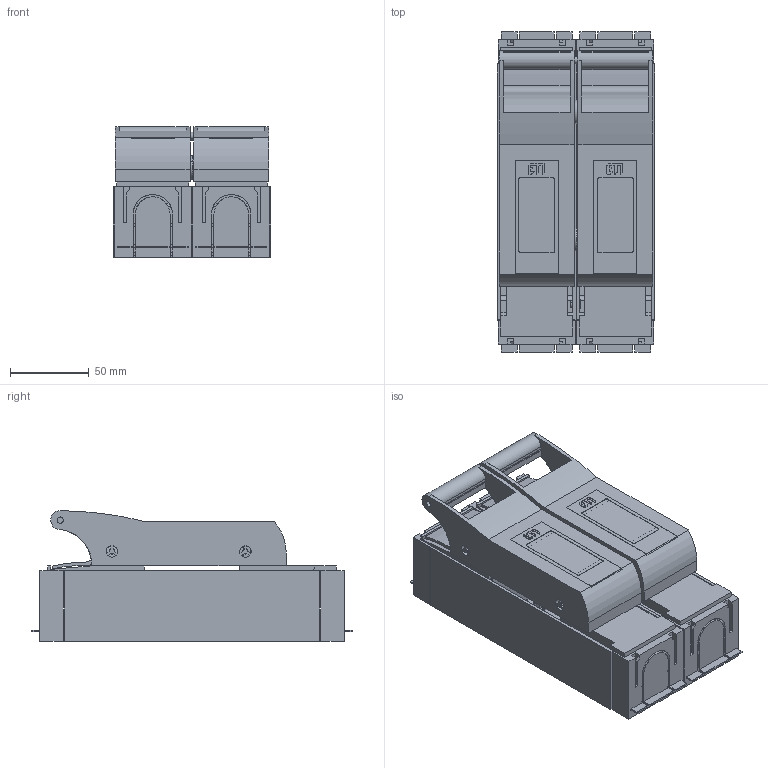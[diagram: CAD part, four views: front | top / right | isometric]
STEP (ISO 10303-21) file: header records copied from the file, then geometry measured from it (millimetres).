
FILE_DESCRIPTION((''),'2;1');
FILE_NAME('KVL-00-2P_F_ASM','2021-03-26T',('marketing.praksa'),('Audax d.o.o.'),'CREO PARAMETRIC BY PTC INC, 2017480','CREO PARAMETRIC BY PTC INC, 2017480','');
FILE_SCHEMA(('AUTOMOTIVE_DESIGN { 1 0 10303 214 1 1 1 1 }'));
Length unit declared in the file: millimetre
Products named in the file (23): 34174_L_TRENNERGEHAEUSE_GR00_1-; 31916_VERBINDUNGSCLIP; 67107_ROHRNIET_B4X03X6; 34175_L_ABDECKUNG_OBEN_GR00-1-P; 34176_L_ABDECKUNG_UNTEN_GR00_1-; 85915_ISOLIERH_X2_00FC_X0_LSE; 68366_ZYLINDERSTIFT_ISO_8734_-_; 85916_RASTNIET; 153126_L01_FEDERKONTAKT_GR00; 65716_SECHSKANTSCHRAUBE_MIT_RIN; PART; PART2; ETI_LOGO_1_1_1_1_1_1_1_2_3_4_17; ETI_LOGO_2_1_1_1_1_1_1_2_3_4_17; ETI_LOGO_3_1_1_1_1_1_1_2_3_4_17; ASM0084_ASM; PART_1; PART2_1; ETI_LOGO_1_1_1_1_1_1_1_2_3_4__2; ETI_LOGO_2_1_1_1_1_1_1_2_3_4__2; ETI_LOGO_3_1_1_1_1_1_1_2_3_4__2; COVER_ASM; KVL-00-2P_F_ASM
Assembly tree (37 placements, depth 3):
  KVL-00-2P_F_ASM
    34174_L_TRENNERGEHAEUSE_GR00_1-  x2
    31916_VERBINDUNGSCLIP  x2
    67107_ROHRNIET_B4X03X6  x2
    34175_L_ABDECKUNG_OBEN_GR00-1-P  x2
    34176_L_ABDECKUNG_UNTEN_GR00_1-  x2
    85915_ISOLIERH_X2_00FC_X0_LSE  x2
    68366_ZYLINDERSTIFT_ISO_8734_-_
    85916_RASTNIET  x4
    153126_L01_FEDERKONTAKT_GR00  x4
    65716_SECHSKANTSCHRAUBE_MIT_RIN  x4
    ASM0084_ASM
      PART
      PART2
      ETI_LOGO_1_1_1_1_1_1_1_2_3_4_17
      ETI_LOGO_2_1_1_1_1_1_1_2_3_4_17
      ETI_LOGO_3_1_1_1_1_1_1_2_3_4_17
    COVER_ASM
      PART_1
      PART2_1
      ETI_LOGO_1_1_1_1_1_1_1_2_3_4__2
      ETI_LOGO_2_1_1_1_1_1_1_2_3_4__2
      ETI_LOGO_3_1_1_1_1_1_1_2_3_4__2
Bounding box: 100 x 204.05 x 83.19 mm (x, y, z)
Volume: 719999.5 mm3; surface area: 273855.1 mm2
Topology: 35 solids, 35 shells, 2494 faces, 6967 edges, 4567 vertices
Faces by surface type: plane 1846, cylinder 524, cone 60, torus 40, sphere 16, bspline 8
Entity records: 63050 total; most frequent: CARTESIAN_POINT 8153, ORIENTED_EDGE 7162, DIRECTION 7090, PRESENTATION_STYLE_ASSIGNMENT 4854, STYLED_ITEM 4854, CURVE_STYLE 3581, EDGE_CURVE 3581, VECTOR 2542
